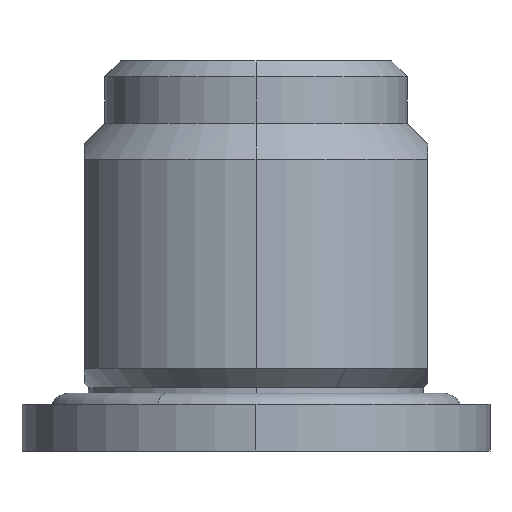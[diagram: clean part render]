
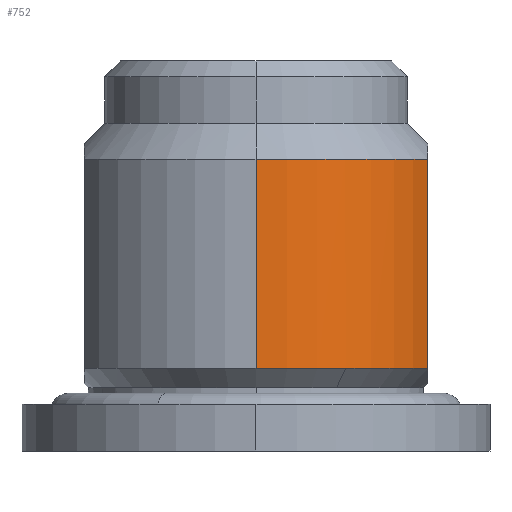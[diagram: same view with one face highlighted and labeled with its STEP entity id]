
A CAD part, left-side view. The second image highlights one B-rep face of the part: STEP entity #752.
In plain terms, the highlighted cylindrical face has radius 6 mm (diameter 12 mm), a partial arc.
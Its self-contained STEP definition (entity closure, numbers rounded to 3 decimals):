
#649=AXIS2_PLACEMENT_3D('Circle Axis2P3D',#647,#648,$) ;
#717=AXIS2_PLACEMENT_3D('Cylinder Axis2P3D',#714,#715,#716) ;
#728=AXIS2_PLACEMENT_3D('Circle Axis2P3D',#726,#727,$) ;
#735=AXIS2_PLACEMENT_3D('Circle Axis2P3D',#733,#734,$) ;
#644=CARTESIAN_POINT('Vertex',(1.5,7.5,9.35)) ;
#647=CARTESIAN_POINT('Axis2P3D Location',(7.5,7.5,9.35)) ;
#651=CARTESIAN_POINT('Vertex',(5.102,2.,9.35)) ;
#714=CARTESIAN_POINT('Axis2P3D Location',(7.5,7.5,7.575)) ;
#719=CARTESIAN_POINT('Line Origine',(1.5,7.5,10.515)) ;
#723=CARTESIAN_POINT('Vertex',(1.5,7.5,2.65)) ;
#726=CARTESIAN_POINT('Axis2P3D Location',(7.5,7.5,2.65)) ;
#730=CARTESIAN_POINT('Vertex',(2.235,4.623,2.65)) ;
#733=CARTESIAN_POINT('Axis2P3D Location',(7.5,7.5,2.65)) ;
#737=CARTESIAN_POINT('Vertex',(5.102,2.,2.65)) ;
#740=CARTESIAN_POINT('Line Origine',(5.102,2.,10.515)) ;
#648=DIRECTION('Axis2P3D Direction',(0.,0.,-1.)) ;
#715=DIRECTION('Axis2P3D Direction',(0.,0.,1.)) ;
#716=DIRECTION('Axis2P3D XDirection',(1.,0.,0.)) ;
#720=DIRECTION('Vector Direction',(0.,0.,1.)) ;
#727=DIRECTION('Axis2P3D Direction',(0.,0.,1.)) ;
#734=DIRECTION('Axis2P3D Direction',(0.,0.,1.)) ;
#741=DIRECTION('Vector Direction',(0.,0.,1.)) ;
#721=VECTOR('Line Direction',#720,1.) ;
#742=VECTOR('Line Direction',#741,1.) ;
#746=ORIENTED_EDGE('',*,*,#725,.T.) ;
#747=ORIENTED_EDGE('',*,*,#732,.T.) ;
#748=ORIENTED_EDGE('',*,*,#739,.T.) ;
#749=ORIENTED_EDGE('',*,*,#744,.T.) ;
#750=ORIENTED_EDGE('',*,*,#653,.F.) ;
#752=ADVANCED_FACE('V1',(#751),#718,.T.) ;
#650=CIRCLE('generated circle',#649,6.) ;
#729=CIRCLE('generated circle',#728,6.) ;
#736=CIRCLE('generated circle',#735,6.) ;
#718=CYLINDRICAL_SURFACE('generated cylinder',#717,6.) ;
#653=EDGE_CURVE('',#645,#652,#650,.F.) ;
#725=EDGE_CURVE('',#645,#724,#722,.F.) ;
#732=EDGE_CURVE('',#724,#731,#729,.T.) ;
#739=EDGE_CURVE('',#731,#738,#736,.T.) ;
#744=EDGE_CURVE('',#738,#652,#743,.T.) ;
#745=EDGE_LOOP('',(#746,#747,#748,#749,#750)) ;
#751=FACE_OUTER_BOUND('',#745,.T.) ;
#722=LINE('Line',#719,#721) ;
#743=LINE('Line',#740,#742) ;
#645=VERTEX_POINT('',#644) ;
#652=VERTEX_POINT('',#651) ;
#724=VERTEX_POINT('',#723) ;
#731=VERTEX_POINT('',#730) ;
#738=VERTEX_POINT('',#737) ;
